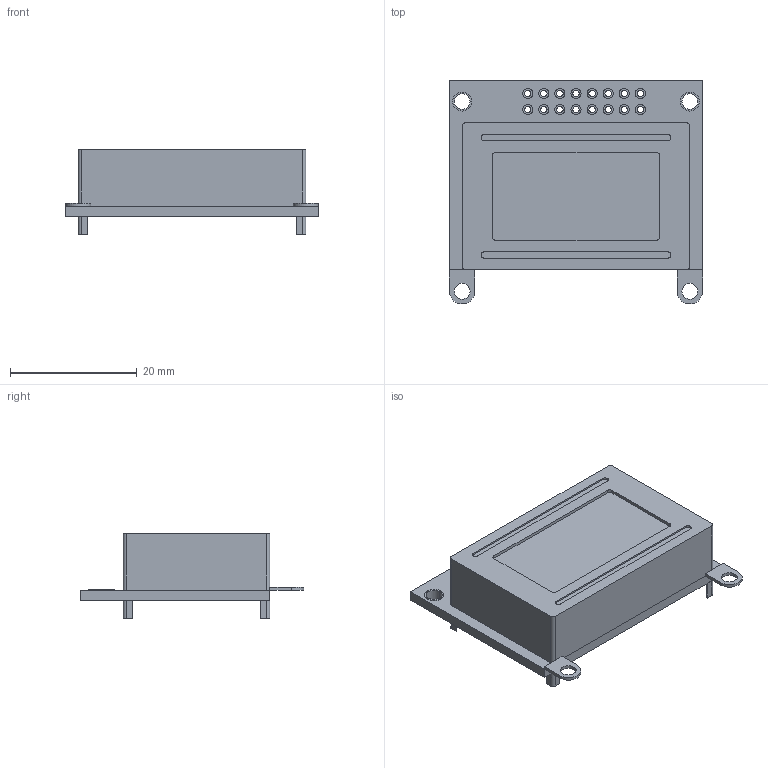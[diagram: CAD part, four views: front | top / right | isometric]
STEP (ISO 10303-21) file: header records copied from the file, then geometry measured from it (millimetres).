
FILE_DESCRIPTION (( 'STEP AP214' ), '1' );
FILE_NAME ('User Library-NHD-0208AZ.STEP', '2020-09-09T08:51:33', ( '' ), ( '' ), 'SwSTEP 2.0', 'SolidWorks 2020', '' );
FILE_SCHEMA (( 'AUTOMOTIVE_DESIGN' ));
Length unit declared in the file: millimetre
Products named in the file (1): User Library-NHD-0208AZ
Bounding box: 40 x 35.4 x 13.5 mm (x, y, z)
Volume: 9225.5 mm3; surface area: 3999.8 mm2
Topology: 7 solids, 7 shells, 239 faces, 554 edges, 368 vertices
Faces by surface type: cylinder 136, plane 103
Entity records: 9705 total; most frequent: DIRECTION 1306, CARTESIAN_POINT 1162, ORIENTED_EDGE 1108, EDGE_CURVE 554, AXIS2_PLACEMENT_3D 512, VERTEX_POINT 368, EDGE_LOOP 318, VECTOR 282
